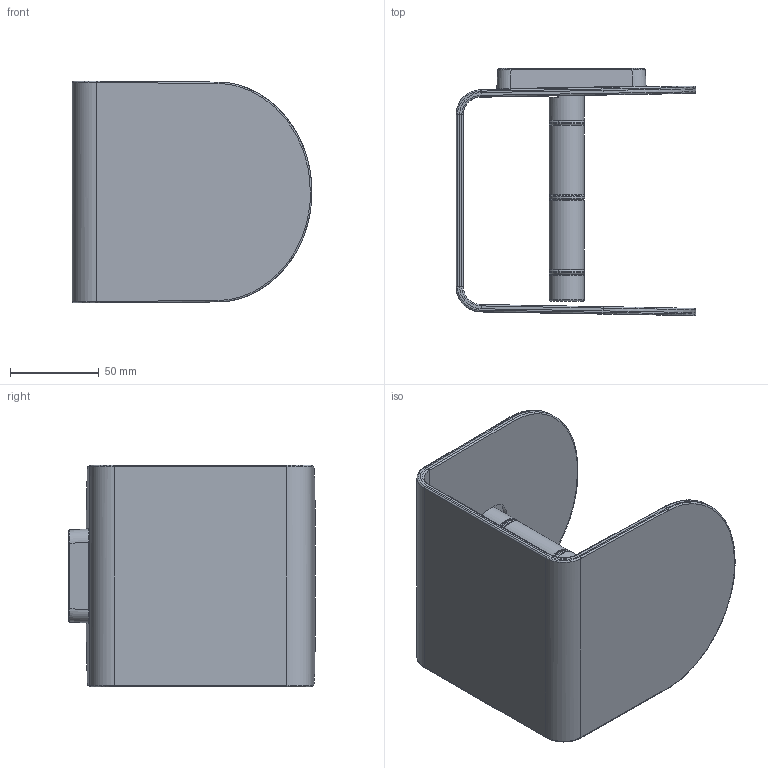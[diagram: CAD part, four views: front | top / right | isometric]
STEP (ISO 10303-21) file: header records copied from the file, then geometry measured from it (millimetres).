
FILE_DESCRIPTION(('CAx-IF Rec.Pracs.---Model Styling and Organization---1.2---2011-12-15','CAx-IF Rec.Pracs.---Geometric and Assembly Validation Properties---4.1---2014-06-16','CAx-IF Rec.Pracs.---PMI Polyline Presentation---2.0---2013-05-24'),'2;1');
FILE_NAME('1000125933_PPR_000.stp','2018-04-24T13:52:01+02:00',(''),(''),'STEP Interface 4.1 by CT CoreTechnologie','3D_Evolution4.1 by CT CoreTechnologie','');
FILE_SCHEMA(('AP203_CONFIGURATION_CONTROLLED_3D_DESIGN_OF_MECHANICAL_PARTS_AND_ASSEMBLIES_MIM_LF'));
Length unit declared in the file: millimetre
Products named in the file (4): P_2 Papierrollenhalter AX Urquiola 1000125933_PPR_000_A0; P_2 Halter Papierrollenh. AX Urquiola 1000125935_PPA_000_A0; P_2 Bolzen_125mm Papierrollenh.AX Urqui 1000125936_PPA_000_A0; O-Ring 15x2,5 (EB-d15,7_D20_b2,8) 1000004144_PPA_000_A0
Assembly tree (5 placements, depth 2):
  P_2 Papierrollenhalter AX Urquiola 1000125933_PPR_000_A0
    P_2 Halter Papierrollenh. AX Urquiola 1000125935_PPA_000_A0
    P_2 Bolzen_125mm Papierrollenh.AX Urqui 1000125936_PPA_000_A0
    O-Ring 15x2,5 (EB-d15,7_D20_b2,8) 1000004144_PPA_000_A0  x3
Bounding box: 135 x 139.08 x 125 mm (x, y, z)
Volume: 259960.6 mm3; surface area: 103917.5 mm2
Topology: 5 solids, 5 shells, 219 faces, 475 edges, 272 vertices
Faces by surface type: bspline 110, cylinder 62, plane 47
Entity records: 13990 total; most frequent: CARTESIAN_POINT 7748, ORIENTED_EDGE 834, DIRECTION 782, EDGE_CURVE 417, AXIS2_PLACEMENT_3D 306, VERTEX_POINT 240, CIRCLE 203, EDGE_LOOP 201
